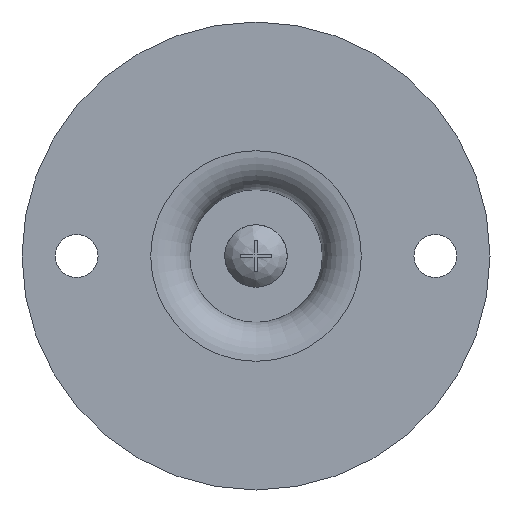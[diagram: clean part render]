
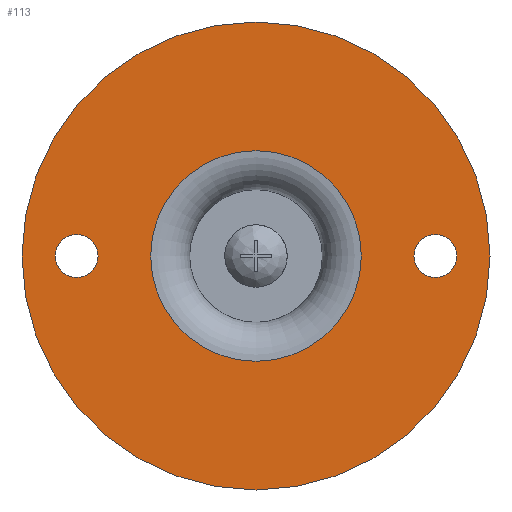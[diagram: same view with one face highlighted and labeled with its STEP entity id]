
A CAD part, front view. The second image highlights one B-rep face of the part: STEP entity #113.
In plain terms, the highlighted planar face has unit normal (0, -1, 0).
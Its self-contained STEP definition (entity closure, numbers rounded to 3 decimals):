
#113 = ADVANCED_FACE( '', ( #253, #254, #255, #256 ), #257, .F. );
#253 = FACE_BOUND( '', #454, .T. );
#254 = FACE_BOUND( '', #455, .T. );
#255 = FACE_OUTER_BOUND( '', #456, .T. );
#256 = FACE_BOUND( '', #457, .T. );
#257 = PLANE( '', #458 );
#454 = EDGE_LOOP( '', ( #710 ) );
#455 = EDGE_LOOP( '', ( #711 ) );
#456 = EDGE_LOOP( '', ( #712 ) );
#457 = EDGE_LOOP( '', ( #713 ) );
#458 = AXIS2_PLACEMENT_3D( '', #714, #715, #716 );
#710 = ORIENTED_EDGE( '', *, *, #1006, .F. );
#711 = ORIENTED_EDGE( '', *, *, #982, .F. );
#712 = ORIENTED_EDGE( '', *, *, #1003, .T. );
#713 = ORIENTED_EDGE( '', *, *, #972, .T. );
#714 = CARTESIAN_POINT( '', ( 30., 0., 0. ) );
#715 = DIRECTION( '', ( 0., 1., 0. ) );
#716 = DIRECTION( '', ( 0., 0., 1. ) );
#972 = EDGE_CURVE( '', #1152, #1152, #1153, .T. );
#982 = EDGE_CURVE( '', #1168, #1168, #1169, .F. );
#1003 = EDGE_CURVE( '', #1199, #1199, #1200, .T. );
#1006 = EDGE_CURVE( '', #1204, #1204, #1205, .T. );
#1152 = VERTEX_POINT( '', #1501 );
#1153 = CIRCLE( '', #1502, 2.75 );
#1168 = VERTEX_POINT( '', #1520 );
#1169 = CIRCLE( '', #1521, 2.75 );
#1199 = VERTEX_POINT( '', #1578 );
#1200 = CIRCLE( '', #1579, 30. );
#1204 = VERTEX_POINT( '', #1583 );
#1205 = CIRCLE( '', #1584, 13.5 );
#1501 = CARTESIAN_POINT( '', ( -20.25, 0., 0. ) );
#1502 = AXIS2_PLACEMENT_3D( '', #1691, #1692, #1693 );
#1520 = CARTESIAN_POINT( '', ( 23., 0., 2.75 ) );
#1521 = AXIS2_PLACEMENT_3D( '', #1706, #1707, #1708 );
#1578 = CARTESIAN_POINT( '', ( 0., 0., -30. ) );
#1579 = AXIS2_PLACEMENT_3D( '', #1718, #1719, #1720 );
#1583 = CARTESIAN_POINT( '', ( 0., 0., -13.5 ) );
#1584 = AXIS2_PLACEMENT_3D( '', #1724, #1725, #1726 );
#1691 = CARTESIAN_POINT( '', ( -23., 0., 0. ) );
#1692 = DIRECTION( '', ( 0., 1., 0. ) );
#1693 = DIRECTION( '', ( 1., 0., 0. ) );
#1706 = CARTESIAN_POINT( '', ( 23., 0., 0. ) );
#1707 = DIRECTION( '', ( 0., 1., 0. ) );
#1708 = DIRECTION( '', ( 0., 0., 1. ) );
#1718 = CARTESIAN_POINT( '', ( 0., 0., 0. ) );
#1719 = DIRECTION( '', ( 0., -1., 0. ) );
#1720 = DIRECTION( '', ( 0., 0., -1. ) );
#1724 = CARTESIAN_POINT( '', ( 0., 0., 0. ) );
#1725 = DIRECTION( '', ( 0., -1., 0. ) );
#1726 = DIRECTION( '', ( 0., 0., -1. ) );
